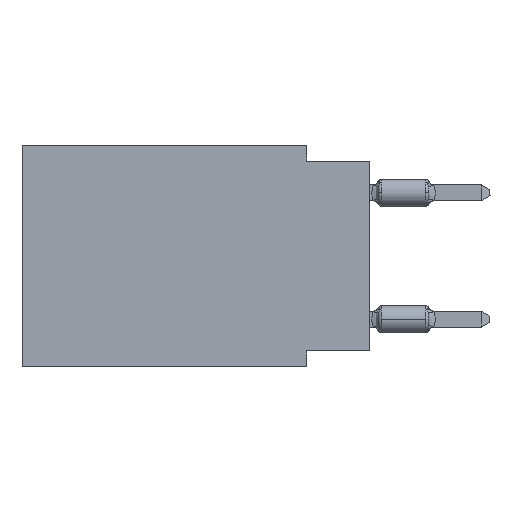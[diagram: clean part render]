
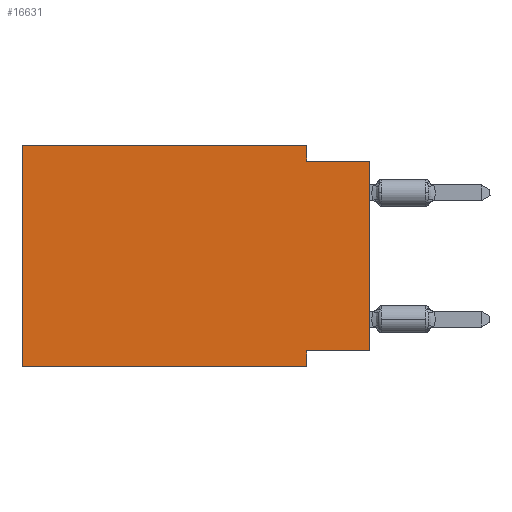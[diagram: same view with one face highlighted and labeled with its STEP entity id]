
A CAD part, left-side view. The second image highlights one B-rep face of the part: STEP entity #16631.
In plain terms, the highlighted planar face has unit normal (-1, 0, 0).
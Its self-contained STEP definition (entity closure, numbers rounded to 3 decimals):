
#2750 = CARTESIAN_POINT ( 'NONE',  ( 0., 13.97, 0. ) ) ;
#2785 = ORIENTED_EDGE ( 'NONE', *, *, #62663, .F. ) ;
#4998 = VECTOR ( 'NONE', #29840, 1000. ) ;
#6337 = CARTESIAN_POINT ( 'NONE',  ( 0., 2.54, -8.89 ) ) ;
#8227 = LINE ( 'NONE', #16842, #12297 ) ;
#8235 = VECTOR ( 'NONE', #19458, 1000. ) ;
#8324 = ORIENTED_EDGE ( 'NONE', *, *, #31771, .T. ) ;
#8860 = CARTESIAN_POINT ( 'NONE',  ( 0., 13.97, -8.89 ) ) ;
#10827 = DIRECTION ( 'NONE',  ( 0., -1., 0. ) ) ;
#10882 = DIRECTION ( 'NONE',  ( 0., 0., 1. ) ) ;
#11637 = VERTEX_POINT ( 'NONE', #28583 ) ;
#12297 = VECTOR ( 'NONE', #51829, 1000. ) ;
#12353 = VECTOR ( 'NONE', #41632, 1000. ) ;
#13329 = VERTEX_POINT ( 'NONE', #59370 ) ;
#15904 = CARTESIAN_POINT ( 'NONE',  ( 0., 13.97, 0. ) ) ;
#15949 = DIRECTION ( 'NONE',  ( 0., -1., 0. ) ) ;
#16399 = EDGE_CURVE ( 'NONE', #55648, #13329, #57858, .T. ) ;
#16631 = ADVANCED_FACE ( 'NONE', ( #56223 ), #22470, .F. ) ;
#16842 = CARTESIAN_POINT ( 'NONE',  ( 0., 2.54, -8.89 ) ) ;
#17719 = EDGE_CURVE ( 'NONE', #52385, #57199, #25500, .T. ) ;
#18148 = EDGE_LOOP ( 'NONE', ( #8324, #23531, #53381, #52767, #59640, #25062, #2785, #30744 ) ) ;
#19329 = CARTESIAN_POINT ( 'NONE',  ( 0., 0., -0.635 ) ) ;
#19458 = DIRECTION ( 'NONE',  ( 0., 1., 0. ) ) ;
#21381 = LINE ( 'NONE', #40789, #46880 ) ;
#22169 = DIRECTION ( 'NONE',  ( 0., 0., -1. ) ) ;
#22470 = PLANE ( 'NONE',  #48754 ) ;
#23531 = ORIENTED_EDGE ( 'NONE', *, *, #16399, .F. ) ;
#23845 = VERTEX_POINT ( 'NONE', #6337 ) ;
#25062 = ORIENTED_EDGE ( 'NONE', *, *, #31283, .T. ) ;
#25432 = VECTOR ( 'NONE', #10882, 1000. ) ;
#25500 = LINE ( 'NONE', #40132, #8235 ) ;
#27307 = LINE ( 'NONE', #46724, #12353 ) ;
#28583 = CARTESIAN_POINT ( 'NONE',  ( 0., 13.97, 0. ) ) ;
#29840 = DIRECTION ( 'NONE',  ( 0., -1., 0. ) ) ;
#30744 = ORIENTED_EDGE ( 'NONE', *, *, #17719, .F. ) ;
#31283 = EDGE_CURVE ( 'NONE', #58949, #23845, #21381, .T. ) ;
#31771 = EDGE_CURVE ( 'NONE', #52385, #13329, #27307, .T. ) ;
#32961 = DIRECTION ( 'NONE',  ( 1., 0., 0. ) ) ;
#34195 = LINE ( 'NONE', #53932, #61443 ) ;
#38654 = DIRECTION ( 'NONE',  ( 0., 0., -1. ) ) ;
#39841 = CARTESIAN_POINT ( 'NONE',  ( 0., 13.97, 0. ) ) ;
#40132 = CARTESIAN_POINT ( 'NONE',  ( 0., 0., -8.255 ) ) ;
#40789 = CARTESIAN_POINT ( 'NONE',  ( 0., 13.97, -8.89 ) ) ;
#41632 = DIRECTION ( 'NONE',  ( 0., 0., 1. ) ) ;
#43804 = EDGE_CURVE ( 'NONE', #11637, #59003, #60793, .T. ) ;
#46724 = CARTESIAN_POINT ( 'NONE',  ( 0., 0., 0. ) ) ;
#46880 = VECTOR ( 'NONE', #15949, 1000. ) ;
#48754 = AXIS2_PLACEMENT_3D ( 'NONE', #2750, #32961, #22169 ) ;
#51829 = DIRECTION ( 'NONE',  ( 0., 0., -1. ) ) ;
#52221 = CARTESIAN_POINT ( 'NONE',  ( 0., 2.54, -0.635 ) ) ;
#52385 = VERTEX_POINT ( 'NONE', #55025 ) ;
#52767 = ORIENTED_EDGE ( 'NONE', *, *, #43804, .F. ) ;
#53181 = EDGE_CURVE ( 'NONE', #59003, #55648, #34195, .T. ) ;
#53243 = VECTOR ( 'NONE', #10827, 1000. ) ;
#53381 = ORIENTED_EDGE ( 'NONE', *, *, #53181, .F. ) ;
#53932 = CARTESIAN_POINT ( 'NONE',  ( 0., 2.54, 0. ) ) ;
#55025 = CARTESIAN_POINT ( 'NONE',  ( 0., 0., -8.255 ) ) ;
#55648 = VERTEX_POINT ( 'NONE', #52221 ) ;
#56223 = FACE_OUTER_BOUND ( 'NONE', #18148, .T. ) ;
#57199 = VERTEX_POINT ( 'NONE', #61102 ) ;
#57858 = LINE ( 'NONE', #19329, #4998 ) ;
#58949 = VERTEX_POINT ( 'NONE', #8860 ) ;
#59003 = VERTEX_POINT ( 'NONE', #62344 ) ;
#59370 = CARTESIAN_POINT ( 'NONE',  ( 0., 0., -0.635 ) ) ;
#59585 = LINE ( 'NONE', #39841, #25432 ) ;
#59640 = ORIENTED_EDGE ( 'NONE', *, *, #62227, .F. ) ;
#60793 = LINE ( 'NONE', #15904, #53243 ) ;
#61102 = CARTESIAN_POINT ( 'NONE',  ( 0., 2.54, -8.255 ) ) ;
#61443 = VECTOR ( 'NONE', #38654, 1000. ) ;
#62227 = EDGE_CURVE ( 'NONE', #58949, #11637, #59585, .T. ) ;
#62344 = CARTESIAN_POINT ( 'NONE',  ( 0., 2.54, 0. ) ) ;
#62663 = EDGE_CURVE ( 'NONE', #57199, #23845, #8227, .T. ) ;
